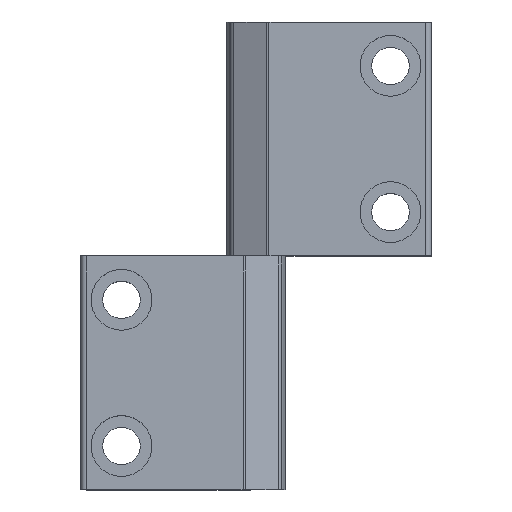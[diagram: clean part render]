
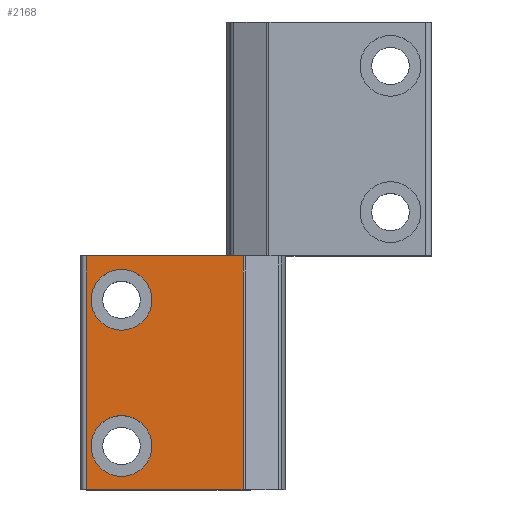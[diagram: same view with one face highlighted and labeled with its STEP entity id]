
A CAD part, top view. The second image highlights one B-rep face of the part: STEP entity #2168.
In plain terms, the highlighted planar face has unit normal (0, 0, 1).
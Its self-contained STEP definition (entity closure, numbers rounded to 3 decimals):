
#16=FACE_BOUND($,#329,.T.);
#17=FACE_BOUND($,#330,.T.);
#69=PLANE($,#2317);
#188=FACE_OUTER_BOUND($,#328,.T.);
#328=EDGE_LOOP($,(#1546,#1547,#1548,#1549));
#329=EDGE_LOOP($,(#1550));
#330=EDGE_LOOP($,(#1551));
#521=LINE($,#3233,#730);
#522=LINE($,#3236,#731);
#523=LINE($,#3238,#732);
#524=LINE($,#3239,#733);
#730=VECTOR($,#2556,40.);
#731=VECTOR($,#2559,26.778);
#732=VECTOR($,#2560,40.);
#733=VECTOR($,#2561,26.778);
#940=CIRCLE($,#2318,5.2);
#941=CIRCLE($,#2319,5.2);
#1031=VERTEX_POINT($,#3226);
#1034=VERTEX_POINT($,#3231);
#1035=VERTEX_POINT($,#3235);
#1036=VERTEX_POINT($,#3237);
#1037=VERTEX_POINT($,#3240);
#1038=VERTEX_POINT($,#3242);
#1243=EDGE_CURVE($,#1034,#1031,#521,.T.);
#1244=EDGE_CURVE($,#1035,#1034,#522,.T.);
#1245=EDGE_CURVE($,#1036,#1035,#523,.T.);
#1246=EDGE_CURVE($,#1036,#1031,#524,.T.);
#1247=EDGE_CURVE($,#1037,#1037,#940,.T.);
#1248=EDGE_CURVE($,#1038,#1038,#941,.T.);
#1546=ORIENTED_EDGE($,*,*,#1243,.F.);
#1547=ORIENTED_EDGE($,*,*,#1244,.F.);
#1548=ORIENTED_EDGE($,*,*,#1245,.F.);
#1549=ORIENTED_EDGE($,*,*,#1246,.T.);
#1550=ORIENTED_EDGE($,*,*,#1247,.T.);
#1551=ORIENTED_EDGE($,*,*,#1248,.T.);
#2168=ADVANCED_FACE($,(#188,#16,#17),#69,.T.);
#2317=AXIS2_PLACEMENT_3D($,#3234,#2557,#2558);
#2318=AXIS2_PLACEMENT_3D($,#3241,#2562,#2563);
#2319=AXIS2_PLACEMENT_3D($,#3243,#2564,#2565);
#2556=DIRECTION($,(0.,-1.,0.));
#2557=DIRECTION('center_axis',(0.,0.,1.));
#2558=DIRECTION('ref_axis',(0.,1.,0.));
#2559=DIRECTION($,(1.,0.,0.));
#2560=DIRECTION($,(0.,1.,0.));
#2561=DIRECTION($,(1.,0.,0.));
#2562=DIRECTION('center_axis',(0.,0.,-1.));
#2563=DIRECTION('ref_axis',(-1.,0.,0.));
#2564=DIRECTION('center_axis',(0.,0.,-1.));
#2565=DIRECTION('ref_axis',(-1.,0.,0.));
#3226=CARTESIAN_POINT('',(20.778,0.,12.));
#3231=CARTESIAN_POINT('',(20.778,40.,12.));
#3233=CARTESIAN_POINT($,(20.778,40.,12.));
#3234=CARTESIAN_POINT('Origin',(-7.,40.,12.));
#3235=CARTESIAN_POINT('',(-6.,40.,12.));
#3236=CARTESIAN_POINT($,(-6.,40.,12.));
#3237=CARTESIAN_POINT('',(-6.,0.,12.));
#3238=CARTESIAN_POINT($,(-6.,0.,12.));
#3239=CARTESIAN_POINT($,(-6.,0.,12.));
#3240=CARTESIAN_POINT('',(-5.2,7.5,12.));
#3241=CARTESIAN_POINT('Origin',(0.,7.5,12.));
#3242=CARTESIAN_POINT('',(-5.2,32.5,12.));
#3243=CARTESIAN_POINT('Origin',(0.,32.5,12.));
